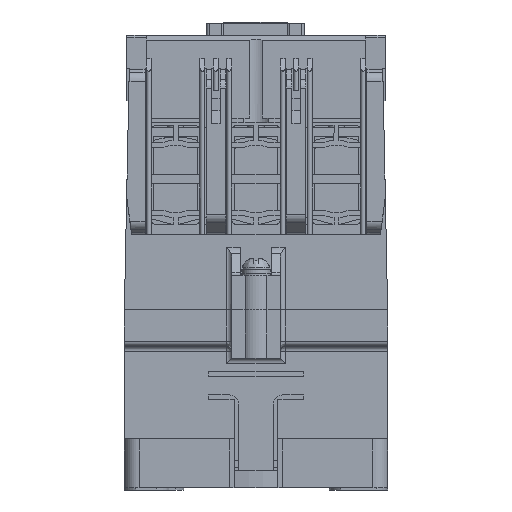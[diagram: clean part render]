
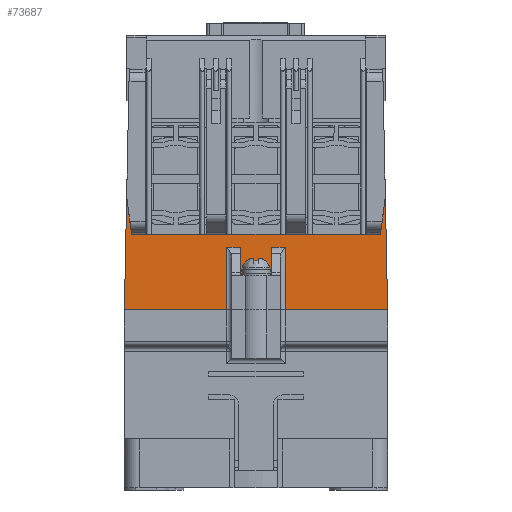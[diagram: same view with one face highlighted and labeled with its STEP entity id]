
A CAD part, front view. The second image highlights one B-rep face of the part: STEP entity #73687.
In plain terms, the highlighted planar face has unit normal (0, -1, 0).
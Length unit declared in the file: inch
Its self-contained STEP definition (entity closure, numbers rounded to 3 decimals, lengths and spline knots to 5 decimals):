
#1075 = DIRECTION ( 'NONE',  ( -0.125, 0., 0.992 ) ) ;
#1240 = CARTESIAN_POINT ( 'NONE',  ( 1.04448, -1.29921, -1.03262 ) ) ;
#1765 = CARTESIAN_POINT ( 'NONE',  ( -0.12598, -1.29921, -1.94882 ) ) ;
#2221 = LINE ( 'NONE', #55776, #18577 ) ;
#3945 = CARTESIAN_POINT ( 'NONE',  ( 0.12598, -1.29921, -1.94882 ) ) ;
#3977 = VECTOR ( 'NONE', #66816, 39.37008 ) ;
#7144 = VERTEX_POINT ( 'NONE', #60717 ) ;
#8015 = CARTESIAN_POINT ( 'NONE',  ( 1.06299, -1.29921, -1.94882 ) ) ;
#8500 = CARTESIAN_POINT ( 'NONE',  ( -1.00591, -1.29921, -1.33858 ) ) ;
#9312 = LINE ( 'NONE', #90753, #70968 ) ;
#9699 = EDGE_CURVE ( 'NONE', #98061, #57226, #23965, .T. ) ;
#9943 = AXIS2_PLACEMENT_3D ( 'NONE', #44409, #100628, #52557 ) ;
#11910 = CARTESIAN_POINT ( 'NONE',  ( 1.02362, -1.29921, 0. ) ) ;
#12348 = EDGE_CURVE ( 'NONE', #65417, #17218, #2221, .T. ) ;
#15294 = VERTEX_POINT ( 'NONE', #82152 ) ;
#15588 = CARTESIAN_POINT ( 'NONE',  ( -0.23622, -1.29921, -1.94882 ) ) ;
#15714 = DIRECTION ( 'NONE',  ( -0.02, 0., -1. ) ) ;
#17218 = VERTEX_POINT ( 'NONE', #80630 ) ;
#17656 = VECTOR ( 'NONE', #30020, 39.37008 ) ;
#17952 = ORIENTED_EDGE ( 'NONE', *, *, #47458, .T. ) ;
#18577 = VECTOR ( 'NONE', #15714, 39.37008 ) ;
#21287 = CARTESIAN_POINT ( 'NONE',  ( -1.06299, -1.29921, -1.33858 ) ) ;
#23965 = LINE ( 'NONE', #11910, #64259 ) ;
#26746 = LINE ( 'NONE', #91150, #67062 ) ;
#28613 = LINE ( 'NONE', #69876, #90202 ) ;
#29395 = DIRECTION ( 'NONE',  ( -1., 0., 0. ) ) ;
#29778 = DIRECTION ( 'NONE',  ( 1., 0., 0. ) ) ;
#30020 = DIRECTION ( 'NONE',  ( 1., 0., 0. ) ) ;
#30350 = CARTESIAN_POINT ( 'NONE',  ( 0.23622, -1.29921, -1.94882 ) ) ;
#32607 = EDGE_CURVE ( 'NONE', #50143, #65417, #71562, .T. ) ;
#32681 = ORIENTED_EDGE ( 'NONE', *, *, #79330, .T. ) ;
#33804 = VERTEX_POINT ( 'NONE', #99603 ) ;
#34215 = LINE ( 'NONE', #21287, #74549 ) ;
#34905 = EDGE_CURVE ( 'NONE', #15294, #101899, #34215, .T. ) ;
#34967 = LINE ( 'NONE', #3945, #56349 ) ;
#35087 = CARTESIAN_POINT ( 'NONE',  ( 1.00591, -1.29921, -1.33858 ) ) ;
#35329 = LINE ( 'NONE', #90608, #54209 ) ;
#35454 = VERTEX_POINT ( 'NONE', #30350 ) ;
#35651 = CARTESIAN_POINT ( 'NONE',  ( -0.12598, -1.29921, -1.67323 ) ) ;
#36109 = DIRECTION ( 'NONE',  ( -0.02, 0., 1. ) ) ;
#36639 = ORIENTED_EDGE ( 'NONE', *, *, #48340, .T. ) ;
#38376 = CARTESIAN_POINT ( 'NONE',  ( -1.06299, -1.29921, -1.94882 ) ) ;
#38436 = DIRECTION ( 'NONE',  ( -1., 0., 0. ) ) ;
#40712 = LINE ( 'NONE', #89954, #102281 ) ;
#41502 = CARTESIAN_POINT ( 'NONE',  ( -0.23622, -1.29921, -1.44376 ) ) ;
#41787 = DIRECTION ( 'NONE',  ( 1., 0., 0. ) ) ;
#44310 = CARTESIAN_POINT ( 'NONE',  ( -1.04448, -1.29921, -1.03262 ) ) ;
#44409 = CARTESIAN_POINT ( 'NONE',  ( -1.06299, -1.29921, -1.94882 ) ) ;
#44757 = LINE ( 'NONE', #94736, #66190 ) ;
#44792 = EDGE_CURVE ( 'NONE', #7144, #35454, #26746, .T. ) ;
#45460 = EDGE_CURVE ( 'NONE', #57226, #15294, #49295, .T. ) ;
#46551 = EDGE_CURVE ( 'NONE', #48584, #33804, #34967, .T. ) ;
#47387 = ORIENTED_EDGE ( 'NONE', *, *, #9699, .T. ) ;
#47458 = EDGE_CURVE ( 'NONE', #33804, #7144, #40712, .T. ) ;
#48340 = EDGE_CURVE ( 'NONE', #101899, #50143, #44757, .T. ) ;
#48584 = VERTEX_POINT ( 'NONE', #89735 ) ;
#49260 = CARTESIAN_POINT ( 'NONE',  ( -1.00591, -1.29921, -1.33858 ) ) ;
#49295 = LINE ( 'NONE', #35087, #3977 ) ;
#50143 = VERTEX_POINT ( 'NONE', #8500 ) ;
#50570 = DIRECTION ( 'NONE',  ( 0., 0., 1. ) ) ;
#51710 = CARTESIAN_POINT ( 'NONE',  ( -1.06299, -1.29921, -1.67323 ) ) ;
#52161 = DIRECTION ( 'NONE',  ( 0., 0., 1. ) ) ;
#52557 = DIRECTION ( 'NONE',  ( 0., 0., -1. ) ) ;
#52661 = EDGE_CURVE ( 'NONE', #70703, #82351, #35329, .T. ) ;
#54209 = VECTOR ( 'NONE', #50570, 39.37008 ) ;
#55776 = CARTESIAN_POINT ( 'NONE',  ( -1.04448, -1.29921, -1.03262 ) ) ;
#56349 = VECTOR ( 'NONE', #52161, 39.37008 ) ;
#57226 = VERTEX_POINT ( 'NONE', #1240 ) ;
#57757 = FACE_OUTER_BOUND ( 'NONE', #60370, .T. ) ;
#57973 = ORIENTED_EDGE ( 'NONE', *, *, #52661, .T. ) ;
#59728 = VECTOR ( 'NONE', #97752, 39.37008 ) ;
#60292 = PLANE ( 'NONE',  #9943 ) ;
#60370 = EDGE_LOOP ( 'NONE', ( #36639, #82223, #92957, #80779, #57973, #62591, #91559, #32681, #80684, #17952, #84937, #68814, #47387, #79342, #82128 ) ) ;
#60717 = CARTESIAN_POINT ( 'NONE',  ( 0.23622, -1.29921, -1.44376 ) ) ;
#62591 = ORIENTED_EDGE ( 'NONE', *, *, #77199, .T. ) ;
#62693 = CARTESIAN_POINT ( 'NONE',  ( -0.12598, -1.29921, -1.44376 ) ) ;
#64259 = VECTOR ( 'NONE', #36109, 39.37008 ) ;
#64674 = CARTESIAN_POINT ( 'NONE',  ( 0., -1.29921, -1.33858 ) ) ;
#64871 = VERTEX_POINT ( 'NONE', #35651 ) ;
#65417 = VERTEX_POINT ( 'NONE', #44310 ) ;
#66190 = VECTOR ( 'NONE', #38436, 39.37008 ) ;
#66816 = DIRECTION ( 'NONE',  ( -0.125, 0., -0.992 ) ) ;
#67062 = VECTOR ( 'NONE', #99211, 39.37008 ) ;
#68814 = ORIENTED_EDGE ( 'NONE', *, *, #76323, .T. ) ;
#69052 = VECTOR ( 'NONE', #1075, 39.37008 ) ;
#69876 = CARTESIAN_POINT ( 'NONE',  ( -1.06299, -1.29921, -1.44376 ) ) ;
#70703 = VERTEX_POINT ( 'NONE', #15588 ) ;
#70968 = VECTOR ( 'NONE', #74298, 39.37008 ) ;
#71562 = LINE ( 'NONE', #49260, #69052 ) ;
#73687 = ADVANCED_FACE ( 'NONE', ( #57757 ), #60292, .T. ) ;
#74298 = DIRECTION ( 'NONE',  ( 1., 0., 0. ) ) ;
#74549 = VECTOR ( 'NONE', #29395, 39.37008 ) ;
#76323 = EDGE_CURVE ( 'NONE', #35454, #98061, #9312, .T. ) ;
#77199 = EDGE_CURVE ( 'NONE', #82351, #98978, #28613, .T. ) ;
#79330 = EDGE_CURVE ( 'NONE', #64871, #48584, #87926, .T. ) ;
#79342 = ORIENTED_EDGE ( 'NONE', *, *, #45460, .T. ) ;
#80630 = CARTESIAN_POINT ( 'NONE',  ( -1.06299, -1.29921, -1.94882 ) ) ;
#80684 = ORIENTED_EDGE ( 'NONE', *, *, #46551, .T. ) ;
#80779 = ORIENTED_EDGE ( 'NONE', *, *, #90782, .T. ) ;
#81122 = LINE ( 'NONE', #1765, #59728 ) ;
#82128 = ORIENTED_EDGE ( 'NONE', *, *, #34905, .T. ) ;
#82152 = CARTESIAN_POINT ( 'NONE',  ( 1.00591, -1.29921, -1.33858 ) ) ;
#82223 = ORIENTED_EDGE ( 'NONE', *, *, #32607, .T. ) ;
#82351 = VERTEX_POINT ( 'NONE', #41502 ) ;
#84109 = DIRECTION ( 'NONE',  ( 1., 0., 0. ) ) ;
#84937 = ORIENTED_EDGE ( 'NONE', *, *, #44792, .T. ) ;
#87926 = LINE ( 'NONE', #51710, #104129 ) ;
#89735 = CARTESIAN_POINT ( 'NONE',  ( 0.12598, -1.29921, -1.67323 ) ) ;
#89954 = CARTESIAN_POINT ( 'NONE',  ( -1.06299, -1.29921, -1.44376 ) ) ;
#90202 = VECTOR ( 'NONE', #29778, 39.37008 ) ;
#90608 = CARTESIAN_POINT ( 'NONE',  ( -0.23622, -1.29921, -1.94882 ) ) ;
#90753 = CARTESIAN_POINT ( 'NONE',  ( -1.06299, -1.29921, -1.94882 ) ) ;
#90782 = EDGE_CURVE ( 'NONE', #17218, #70703, #100626, .T. ) ;
#91150 = CARTESIAN_POINT ( 'NONE',  ( 0.23622, -1.29921, -1.94882 ) ) ;
#91559 = ORIENTED_EDGE ( 'NONE', *, *, #95416, .T. ) ;
#92957 = ORIENTED_EDGE ( 'NONE', *, *, #12348, .T. ) ;
#94736 = CARTESIAN_POINT ( 'NONE',  ( -1.06299, -1.29921, -1.33858 ) ) ;
#95416 = EDGE_CURVE ( 'NONE', #98978, #64871, #81122, .T. ) ;
#97752 = DIRECTION ( 'NONE',  ( 0., 0., -1. ) ) ;
#98061 = VERTEX_POINT ( 'NONE', #8015 ) ;
#98978 = VERTEX_POINT ( 'NONE', #62693 ) ;
#99211 = DIRECTION ( 'NONE',  ( 0., 0., -1. ) ) ;
#99603 = CARTESIAN_POINT ( 'NONE',  ( 0.12598, -1.29921, -1.44376 ) ) ;
#100626 = LINE ( 'NONE', #38376, #17656 ) ;
#100628 = DIRECTION ( 'NONE',  ( 0., -1., 0. ) ) ;
#101899 = VERTEX_POINT ( 'NONE', #64674 ) ;
#102281 = VECTOR ( 'NONE', #41787, 39.37008 ) ;
#104129 = VECTOR ( 'NONE', #84109, 39.37008 ) ;
